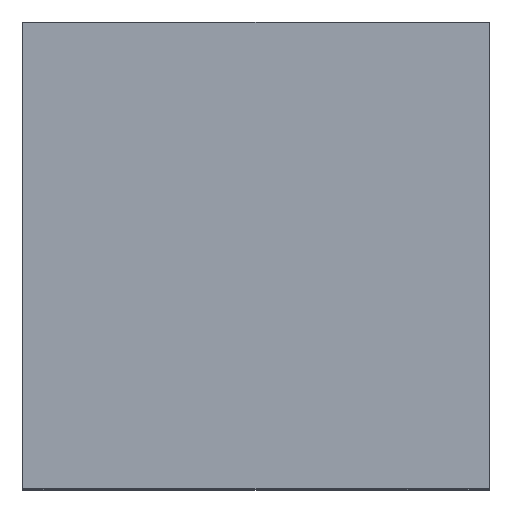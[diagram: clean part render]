
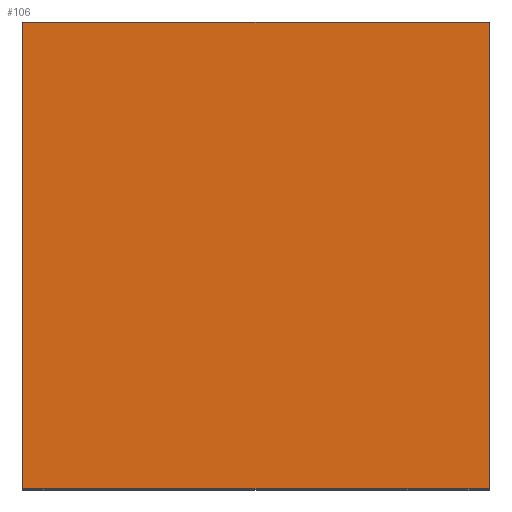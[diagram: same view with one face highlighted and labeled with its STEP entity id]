
A CAD part, top view. The second image highlights one B-rep face of the part: STEP entity #106.
In plain terms, the highlighted planar face has unit normal (0, 0, 1).
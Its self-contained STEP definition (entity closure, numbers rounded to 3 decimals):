
#106=ADVANCED_FACE('',(#206),#207,.F.);
#206=FACE_OUTER_BOUND('',#297,.T.);
#207=PLANE('',#298);
#297=EDGE_LOOP('',(#549,#550,#551,#552));
#298=AXIS2_PLACEMENT_3D('',#553,#554,#555);
#549=ORIENTED_EDGE('',*,*,#625,.T.);
#550=ORIENTED_EDGE('',*,*,#634,.T.);
#551=ORIENTED_EDGE('',*,*,#643,.T.);
#552=ORIENTED_EDGE('',*,*,#653,.T.);
#553=CARTESIAN_POINT('',(20.0,0.0,73.0));
#554=DIRECTION('',(0.0,0.0,-1.0));
#555=DIRECTION('',(-1.0,0.0,0.0));
#625=EDGE_CURVE('',#759,#757,#760,.T.);
#634=EDGE_CURVE('',#757,#772,#774,.T.);
#643=EDGE_CURVE('',#772,#785,#787,.T.);
#653=EDGE_CURVE('',#785,#759,#797,.T.);
#757=VERTEX_POINT('',#937);
#759=VERTEX_POINT('',#940);
#760=LINE('',#941,#942);
#772=VERTEX_POINT('',#960);
#774=LINE('',#963,#964);
#785=VERTEX_POINT('',#979);
#787=LINE('',#982,#983);
#797=LINE('',#996,#997);
#937=CARTESIAN_POINT('',(22.5,-22.5,73.0));
#940=CARTESIAN_POINT('',(-22.5,-22.5,73.0));
#941=CARTESIAN_POINT('',(-22.5,-22.5,73.0));
#942=VECTOR('',#1079,45.0);
#960=CARTESIAN_POINT('',(22.5,22.5,73.0));
#963=CARTESIAN_POINT('',(22.5,-22.5,73.0));
#964=VECTOR('',#1087,45.0);
#979=CARTESIAN_POINT('',(-22.5,22.5,73.0));
#982=CARTESIAN_POINT('',(22.5,22.5,73.0));
#983=VECTOR('',#1096,45.0);
#996=CARTESIAN_POINT('',(-22.5,22.5,73.0));
#997=VECTOR('',#1103,45.0);
#1079=DIRECTION('',(1.0,0.0,0.0));
#1087=DIRECTION('',(0.0,1.0,0.0));
#1096=DIRECTION('',(-1.0,0.0,0.0));
#1103=DIRECTION('',(0.0,-1.0,0.0));
